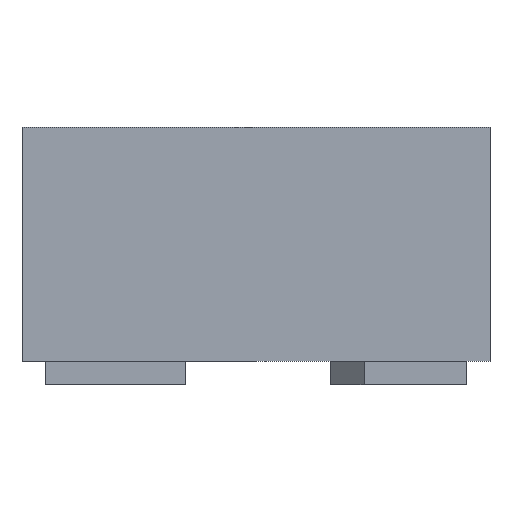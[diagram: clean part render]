
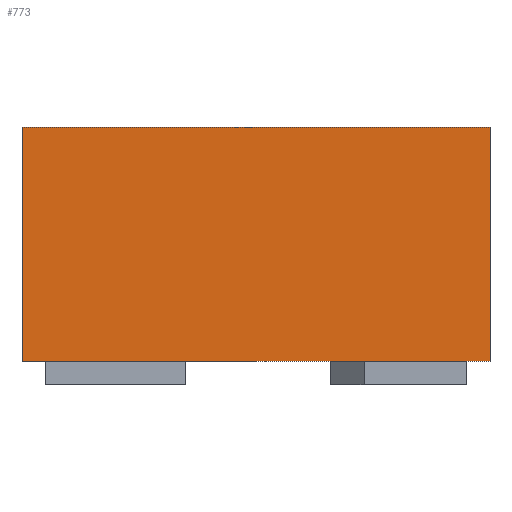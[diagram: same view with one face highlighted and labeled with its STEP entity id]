
A CAD part, left-side view. The second image highlights one B-rep face of the part: STEP entity #773.
In plain terms, the highlighted free-form (B-spline) face has degree [1, 1] with [2, 2] control points.
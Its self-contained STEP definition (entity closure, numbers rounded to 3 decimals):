
#744 = VERTEX_POINT('',#745);
#745 = CARTESIAN_POINT('',(-0.901,0.45,
    0.045));
#750 = EDGE_CURVE('',#751,#744,#753,.T.);
#751 = VERTEX_POINT('',#752);
#752 = CARTESIAN_POINT('',(-0.901,0.45,0.495
    ));
#753 = B_SPLINE_CURVE_WITH_KNOTS('',1,(#754,#755),.UNSPECIFIED.,.F.,.F.,
  (2,2),(-0.,0.5),.PIECEWISE_BEZIER_KNOTS.);
#754 = CARTESIAN_POINT('',(-0.901,0.45,0.495
    ));
#755 = CARTESIAN_POINT('',(-0.901,0.45,
    0.045));
#773 = ADVANCED_FACE('',(#774),#796,.F.);
#774 = FACE_BOUND('',#775,.T.);
#775 = EDGE_LOOP('',(#776,#783,#790,#795));
#776 = ORIENTED_EDGE('',*,*,#777,.T.);
#777 = EDGE_CURVE('',#744,#778,#780,.T.);
#778 = VERTEX_POINT('',#779);
#779 = CARTESIAN_POINT('',(-0.901,-0.45,
    0.045));
#780 = B_SPLINE_CURVE_WITH_KNOTS('',1,(#781,#782),.UNSPECIFIED.,.F.,.F.,
  (2,2),(-1.,0.),.PIECEWISE_BEZIER_KNOTS.);
#781 = CARTESIAN_POINT('',(-0.901,0.45,
    0.045));
#782 = CARTESIAN_POINT('',(-0.901,-0.45,
    0.045));
#783 = ORIENTED_EDGE('',*,*,#784,.F.);
#784 = EDGE_CURVE('',#785,#778,#787,.T.);
#785 = VERTEX_POINT('',#786);
#786 = CARTESIAN_POINT('',(-0.901,-0.45,
    0.495));
#787 = B_SPLINE_CURVE_WITH_KNOTS('',1,(#788,#789),.UNSPECIFIED.,.F.,.F.,
  (2,2),(-0.,0.5),.PIECEWISE_BEZIER_KNOTS.);
#788 = CARTESIAN_POINT('',(-0.901,-0.45,
    0.495));
#789 = CARTESIAN_POINT('',(-0.901,-0.45,
    0.045));
#790 = ORIENTED_EDGE('',*,*,#791,.F.);
#791 = EDGE_CURVE('',#751,#785,#792,.T.);
#792 = B_SPLINE_CURVE_WITH_KNOTS('',1,(#793,#794),.UNSPECIFIED.,.F.,.F.,
  (2,2),(-1.,0.),.PIECEWISE_BEZIER_KNOTS.);
#793 = CARTESIAN_POINT('',(-0.901,0.45,0.495
    ));
#794 = CARTESIAN_POINT('',(-0.901,-0.45,
    0.495));
#795 = ORIENTED_EDGE('',*,*,#750,.T.);
#796 = B_SPLINE_SURFACE_WITH_KNOTS('',1,1,(
    (#797,#798)
    ,(#799,#800
    )),.UNSPECIFIED.,.F.,.F.,.F.,(2,2),(2,2),(0.,1.),(-0.5,0.),
  .PIECEWISE_BEZIER_KNOTS.);
#797 = CARTESIAN_POINT('',(-0.901,-0.45,
    0.045));
#798 = CARTESIAN_POINT('',(-0.901,-0.45,
    0.495));
#799 = CARTESIAN_POINT('',(-0.901,0.45,
    0.045));
#800 = CARTESIAN_POINT('',(-0.901,0.45,0.495
    ));
